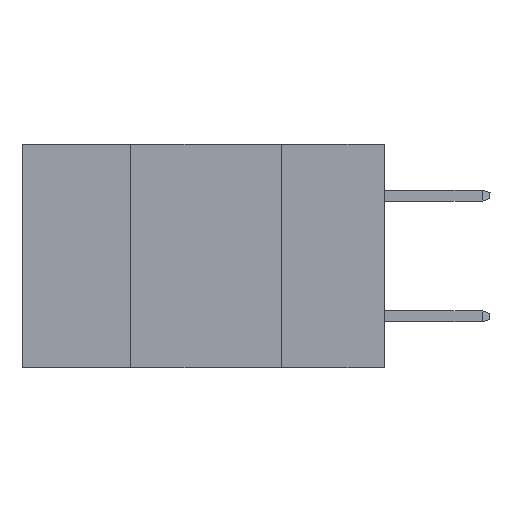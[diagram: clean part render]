
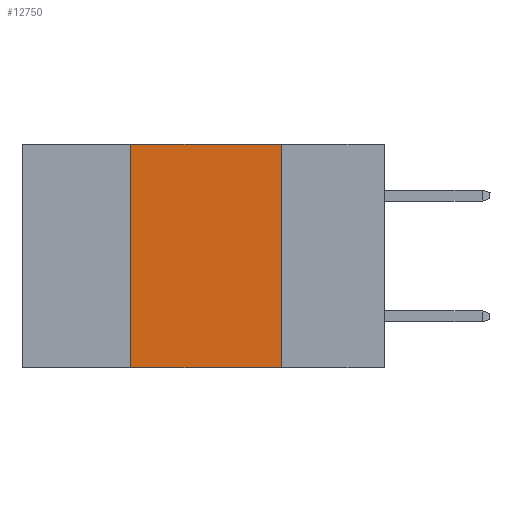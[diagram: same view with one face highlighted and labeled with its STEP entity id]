
A CAD part, left-side view. The second image highlights one B-rep face of the part: STEP entity #12750.
In plain terms, the highlighted planar face has unit normal (-1, 0, 0).
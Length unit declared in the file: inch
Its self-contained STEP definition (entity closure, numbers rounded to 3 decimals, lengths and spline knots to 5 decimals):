
#551 = DIRECTION ( 'NONE',  ( 0., 0., -1. ) ) ;
#1236 = ORIENTED_EDGE ( 'NONE', *, *, #5421, .F. ) ;
#1841 = ORIENTED_EDGE ( 'NONE', *, *, #8431, .T. ) ;
#2647 = VECTOR ( 'NONE', #4535, 39.37008 ) ;
#2651 = EDGE_CURVE ( 'NONE', #22084, #21233, #25195, .T. ) ;
#3444 = ORIENTED_EDGE ( 'NONE', *, *, #20070, .F. ) ;
#3478 = VERTEX_POINT ( 'NONE', #13308 ) ;
#4535 = DIRECTION ( 'NONE',  ( 0., 0., -1. ) ) ;
#5154 = DIRECTION ( 'NONE',  ( 0., -1., 0. ) ) ;
#5421 = EDGE_CURVE ( 'NONE', #3478, #22084, #19992, .T. ) ;
#6228 = VECTOR ( 'NONE', #5154, 39.37008 ) ;
#6745 = PLANE ( 'NONE',  #18717 ) ;
#7555 = CARTESIAN_POINT ( 'NONE',  ( 0., 0.42, 0. ) ) ;
#7702 = CARTESIAN_POINT ( 'NONE',  ( 0., 0.17, 0. ) ) ;
#8431 = EDGE_CURVE ( 'NONE', #3478, #10650, #9209, .T. ) ;
#9209 = LINE ( 'NONE', #12928, #19860 ) ;
#9335 = VECTOR ( 'NONE', #16639, 39.37008 ) ;
#10650 = VERTEX_POINT ( 'NONE', #22056 ) ;
#11490 = CARTESIAN_POINT ( 'NONE',  ( 0., 0.6, 0. ) ) ;
#11888 = ORIENTED_EDGE ( 'NONE', *, *, #2651, .F. ) ;
#12731 = CARTESIAN_POINT ( 'NONE',  ( 0., 0.42, 0. ) ) ;
#12750 = ADVANCED_FACE ( 'NONE', ( #20202 ), #6745, .F. ) ;
#12928 = CARTESIAN_POINT ( 'NONE',  ( 0., 0.6, -0.37 ) ) ;
#13301 = CARTESIAN_POINT ( 'NONE',  ( 0., 0.17, 0. ) ) ;
#13308 = CARTESIAN_POINT ( 'NONE',  ( 0., 0.42, -0.37 ) ) ;
#16639 = DIRECTION ( 'NONE',  ( 0., 0., 1. ) ) ;
#18322 = EDGE_LOOP ( 'NONE', ( #3444, #11888, #1236, #1841 ) ) ;
#18717 = AXIS2_PLACEMENT_3D ( 'NONE', #21984, #21621, #551 ) ;
#19860 = VECTOR ( 'NONE', #23463, 39.37008 ) ;
#19992 = LINE ( 'NONE', #12731, #9335 ) ;
#20070 = EDGE_CURVE ( 'NONE', #21233, #10650, #23923, .T. ) ;
#20202 = FACE_OUTER_BOUND ( 'NONE', #18322, .T. ) ;
#21233 = VERTEX_POINT ( 'NONE', #7702 ) ;
#21621 = DIRECTION ( 'NONE',  ( 1., 0., 0. ) ) ;
#21984 = CARTESIAN_POINT ( 'NONE',  ( 0., 0.6, 0. ) ) ;
#22056 = CARTESIAN_POINT ( 'NONE',  ( 0., 0.17, -0.37 ) ) ;
#22084 = VERTEX_POINT ( 'NONE', #7555 ) ;
#23463 = DIRECTION ( 'NONE',  ( 0., -1., 0. ) ) ;
#23923 = LINE ( 'NONE', #13301, #2647 ) ;
#25195 = LINE ( 'NONE', #11490, #6228 ) ;
